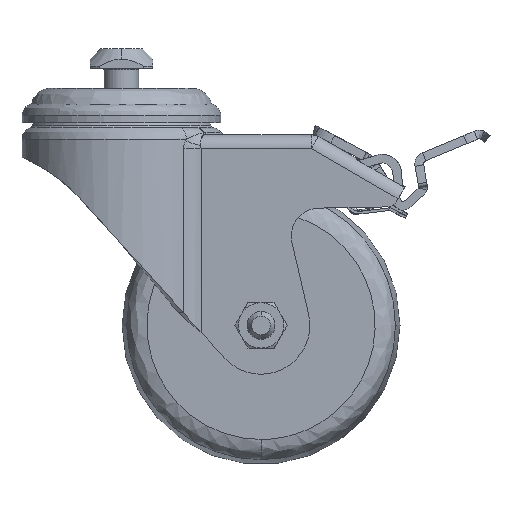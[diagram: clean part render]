
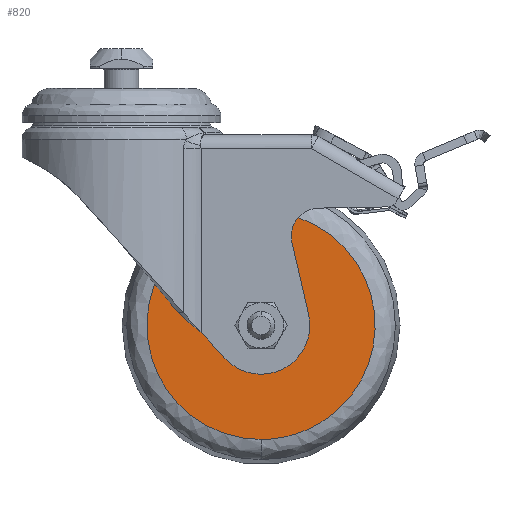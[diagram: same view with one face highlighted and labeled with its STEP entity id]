
A CAD part, front view. The second image highlights one B-rep face of the part: STEP entity #820.
In plain terms, the highlighted planar face has unit normal (0, -1, 0).
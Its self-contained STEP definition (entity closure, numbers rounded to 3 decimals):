
#820 = ADVANCED_FACE ( 'NONE', ( #108674, #79109 ), #1413, .F. ) ;
#1010 = EDGE_LOOP ( 'NONE', ( #62394, #90504 ) ) ;
#1413 = PLANE ( 'NONE',  #74040 ) ;
#4529 = CARTESIAN_POINT ( 'NONE',  ( 40., -16., -78.079 ) ) ;
#8896 = ORIENTED_EDGE ( 'NONE', *, *, #36806, .F. ) ;
#19055 = DIRECTION ( 'NONE',  ( 0., 1., 0. ) ) ;
#25407 = CARTESIAN_POINT ( 'NONE',  ( 40., -16., -68. ) ) ;
#26194 = VERTEX_POINT ( 'NONE', #110826 ) ;
#26888 = CARTESIAN_POINT ( 'NONE',  ( 40., -16., -35.304 ) ) ;
#27308 = CARTESIAN_POINT ( 'NONE',  ( 40., -16., -68. ) ) ;
#30309 = VERTEX_POINT ( 'NONE', #4529 ) ;
#31373 = CIRCLE ( 'NONE', #39085, 10.079 ) ;
#34229 = EDGE_CURVE ( 'NONE', #30309, #26194, #31373, .T. ) ;
#36806 = EDGE_CURVE ( 'NONE', #26194, #30309, #49964, .T. ) ;
#39085 = AXIS2_PLACEMENT_3D ( 'NONE', #25407, #94034, #102685 ) ;
#40138 = CARTESIAN_POINT ( 'NONE',  ( 40., -16., -35.304 ) ) ;
#43181 = VERTEX_POINT ( 'NONE', #26888 ) ;
#48384 = CARTESIAN_POINT ( 'NONE',  ( 105.392, -16., -100.696 ) ) ;
#49964 = CIRCLE ( 'NONE', #65019, 10.079 ) ;
#51401 = CARTESIAN_POINT ( 'NONE',  ( 40., -16., -100.696 ) ) ;
#52494 = CARTESIAN_POINT ( 'NONE',  ( -25.392, -16., -100.696 ) ) ;
#59254 = CARTESIAN_POINT ( 'NONE',  ( -25.392, -16., -35.304 ) ) ;
#62394 = ORIENTED_EDGE ( 'NONE', *, *, #108798, .F. ) ;
#65019 = AXIS2_PLACEMENT_3D ( 'NONE', #99207, #67259, #75905 ) ;
#67259 = DIRECTION ( 'NONE',  ( 0., -1., 0. ) ) ;
#73530 = ORIENTED_EDGE ( 'NONE', *, *, #34229, .F. ) ;
#74040 = AXIS2_PLACEMENT_3D ( 'NONE', #27308, #19055, #79037 ) ;
#75905 = DIRECTION ( 'NONE',  ( 0., 0., 1. ) ) ;
#79037 = DIRECTION ( 'NONE',  ( 0., 0., 1. ) ) ;
#79109 = FACE_OUTER_BOUND ( 'NONE', #1010, .T. ) ;
#83452 = EDGE_LOOP ( 'NONE', ( #8896, #73530 ) ) ;
#90035 = EDGE_CURVE ( 'NONE', #101369, #43181, #109755, .T. ) ;
#90504 = ORIENTED_EDGE ( 'NONE', *, *, #90035, .F. ) ;
#93781 = CARTESIAN_POINT ( 'NONE',  ( 40., -16., -35.304 ) ) ;
#93833 =( BOUNDED_CURVE ( )  B_SPLINE_CURVE ( 3, ( #40138, #100160, #48384, #108813 ),
 .UNSPECIFIED., .F., .F. ) 
 B_SPLINE_CURVE_WITH_KNOTS ( ( 4, 4 ),
 ( 0.75, 1.25 ),
 .UNSPECIFIED. ) 
 CURVE ( )  GEOMETRIC_REPRESENTATION_ITEM ( )  RATIONAL_B_SPLINE_CURVE ( ( 1., 0.333, 0.333, 1. ) ) 
 REPRESENTATION_ITEM ( '' )  );
#94034 = DIRECTION ( 'NONE',  ( 0., -1., 0. ) ) ;
#99207 = CARTESIAN_POINT ( 'NONE',  ( 40., -16., -68. ) ) ;
#100160 = CARTESIAN_POINT ( 'NONE',  ( 105.392, -16., -35.304 ) ) ;
#101369 = VERTEX_POINT ( 'NONE', #110768 ) ;
#102685 = DIRECTION ( 'NONE',  ( 0., 0., 1. ) ) ;
#108674 = FACE_BOUND ( 'NONE', #83452, .T. ) ;
#108798 = EDGE_CURVE ( 'NONE', #43181, #101369, #93833, .T. ) ;
#108813 = CARTESIAN_POINT ( 'NONE',  ( 40., -16., -100.696 ) ) ;
#109755 =( BOUNDED_CURVE ( )  B_SPLINE_CURVE ( 3, ( #51401, #52494, #59254, #93781 ),
 .UNSPECIFIED., .F., .F. ) 
 B_SPLINE_CURVE_WITH_KNOTS ( ( 4, 4 ),
 ( 0.25, 0.75 ),
 .UNSPECIFIED. ) 
 CURVE ( )  GEOMETRIC_REPRESENTATION_ITEM ( )  RATIONAL_B_SPLINE_CURVE ( ( 1., 0.333, 0.333, 1. ) ) 
 REPRESENTATION_ITEM ( '' )  );
#110768 = CARTESIAN_POINT ( 'NONE',  ( 40., -16., -100.696 ) ) ;
#110826 = CARTESIAN_POINT ( 'NONE',  ( 40., -16., -57.921 ) ) ;
